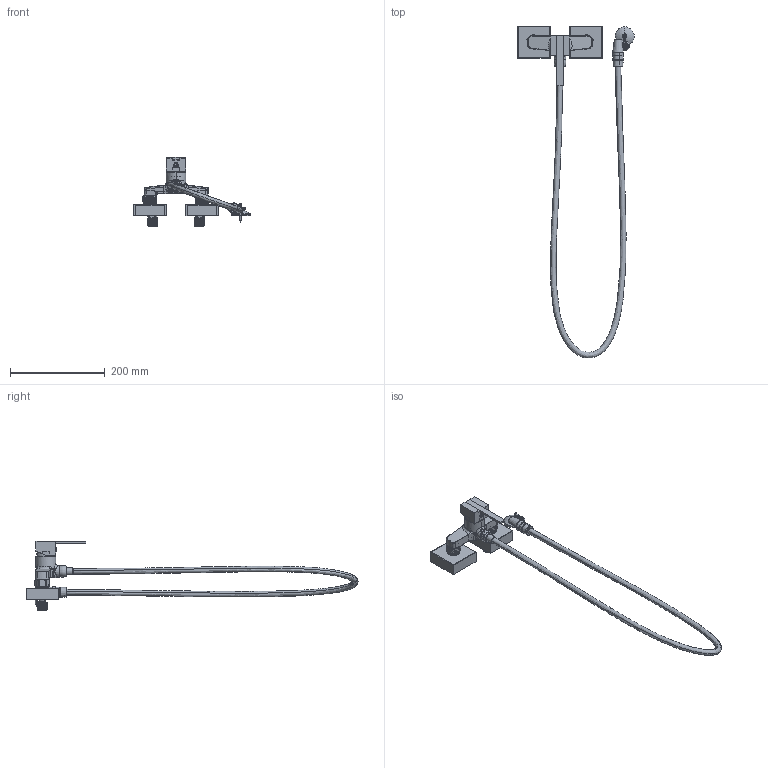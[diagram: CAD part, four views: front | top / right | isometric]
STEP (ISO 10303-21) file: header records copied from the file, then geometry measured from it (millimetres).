
FILE_DESCRIPTION (( 'STEP AP203' ), '1' );
FILE_NAME ('99F300602.STEP', '2025-07-07T07:17:07', ( '' ), ( '' ), 'SwSTEP 2.0', 'SolidWorks 2021', '' );
FILE_SCHEMA (( 'CONFIG_CONTROL_DESIGN' ));
Products named in the file (1): 99F300602
Bounding box: 245.33 x 700.06 x 145.7 mm (x, y, z)
Volume: 299052.1 mm3; surface area: 192488.4 mm2
Topology: 19 solids, 19 shells, 1433 faces, 3603 edges, 2232 vertices
Faces by surface type: cylinder 523, plane 373, bspline 345, cone 117, torus 51, sphere 24
Entity records: 88012 total; most frequent: CARTESIAN_POINT 57316, ORIENTED_EDGE 7146, DIRECTION 5406, EDGE_CURVE 3573, VERTEX_POINT 2232, AXIS2_PLACEMENT_3D 2048, EDGE_LOOP 1543, FACE_OUTER_BOUND 1433
